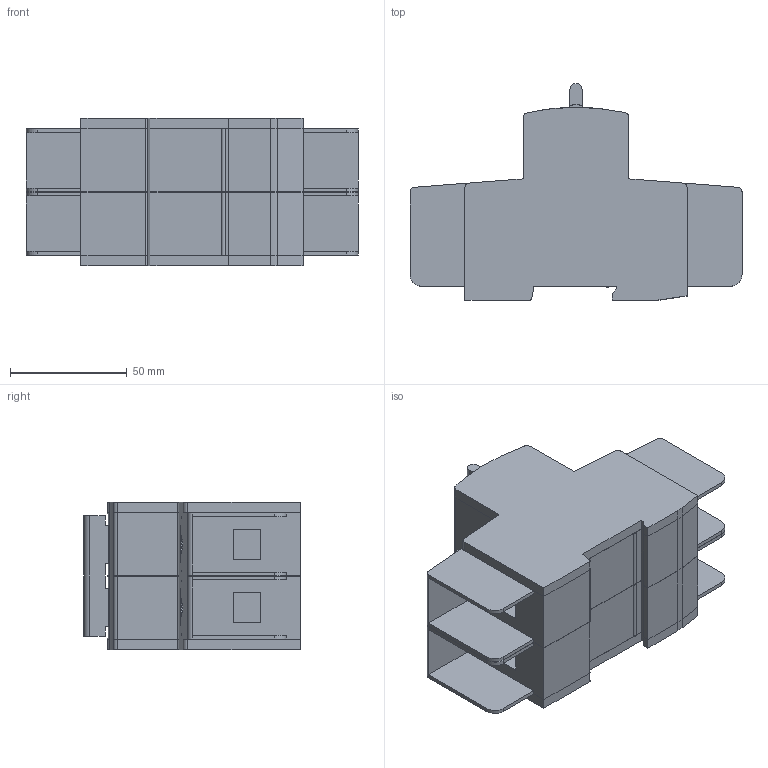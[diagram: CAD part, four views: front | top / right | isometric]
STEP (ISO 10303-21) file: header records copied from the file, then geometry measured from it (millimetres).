
FILE_DESCRIPTION (( 'STEP AP214' ), '1' );
FILE_NAME ('S802P-125-R.STEP', '2023-03-17T08:53:27', ( '' ), ( '' ), 'SwSTEP 2.0', 'SolidWorks 2021', '' );
FILE_SCHEMA (( 'AUTOMOTIVE_DESIGN' ));
Length unit declared in the file: millimetre
Products named in the file (1): S802P-125-R
Bounding box: 142 x 92.65 x 63 mm (x, y, z)
Volume: 387399.3 mm3; surface area: 110478.5 mm2
Topology: 3 solids, 3 shells, 264 faces, 748 edges, 496 vertices
Faces by surface type: plane 188, cylinder 76
Entity records: 8568 total; most frequent: CARTESIAN_POINT 1557, ORIENTED_EDGE 1496, DIRECTION 1402, EDGE_CURVE 748, VECTOR 592, LINE 592, VERTEX_POINT 496, AXIS2_PLACEMENT_3D 405
